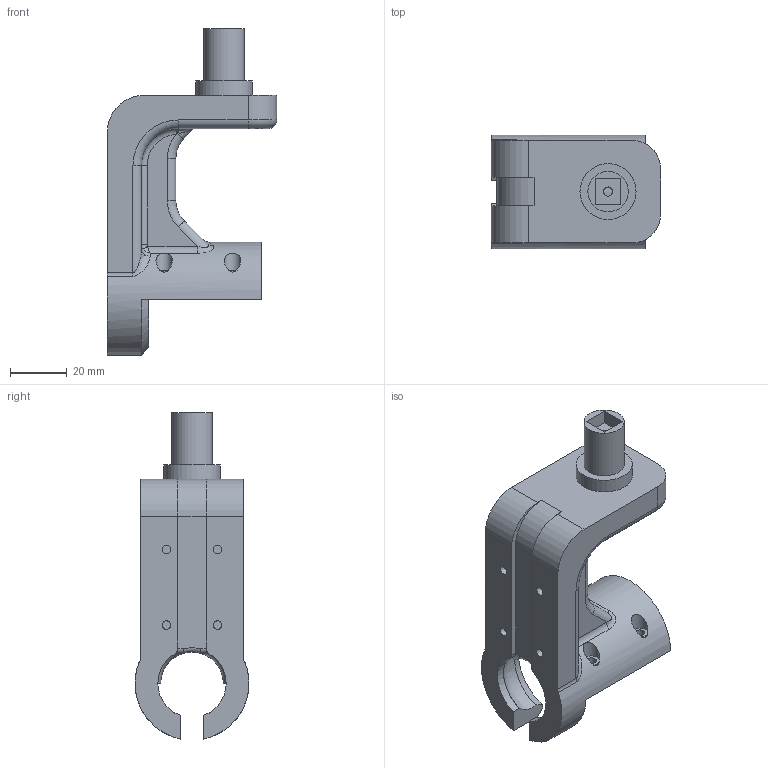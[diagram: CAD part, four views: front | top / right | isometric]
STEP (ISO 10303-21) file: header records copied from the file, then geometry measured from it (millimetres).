
FILE_DESCRIPTION(/* description */ ('','CAx-IF Rec.Pracs.---Representation and Presentation of Product Manufacturing Information (PMI)---4.0---2014-10-13'),/* implementation_level */ '2;1');
FILE_NAME(/* name */ 'Motorhalterung.step',/* time_stamp */ '2025-02-17T17:35:52+01:00',/* author */ (''),/* organization */ (''),/* preprocessor_version */ 'ST-DEVELOPER v20',/* originating_system */ 'Autodesk Translation Framework v13.20.0.188',/* authorisation */ '');
FILE_SCHEMA (('AP242_MANAGED_MODEL_BASED_3D_ENGINEERING_MIM_LF { 1 0 10303 442 1 1 4 }'));
Length unit declared in the file: millimetre
Products named in the file (1): Motorhalterung_angepasst_SLS_rechteckig
Bounding box: 59.5 x 40 x 114.58 mm (x, y, z)
Volume: 82119.2 mm3; surface area: 21000 mm2
Topology: 1 solids, 1 shells, 146 faces, 353 edges, 218 vertices
Faces by surface type: cylinder 59, plane 49, bspline 17, torus 15, cone 6
Full cylindrical faces by diameter (mm): 3 x4, 3.2 x1, 3.4 x4, 3.9 x1, 5.5 x1, 14.2 x1, 19.7 x1
Entity records: 5060 total; most frequent: CARTESIAN_POINT 1663, ORIENTED_EDGE 702, DIRECTION 694, EDGE_CURVE 351, AXIS2_PLACEMENT_3D 279, VERTEX_POINT 218, EDGE_LOOP 169, FACE_OUTER_BOUND 146
